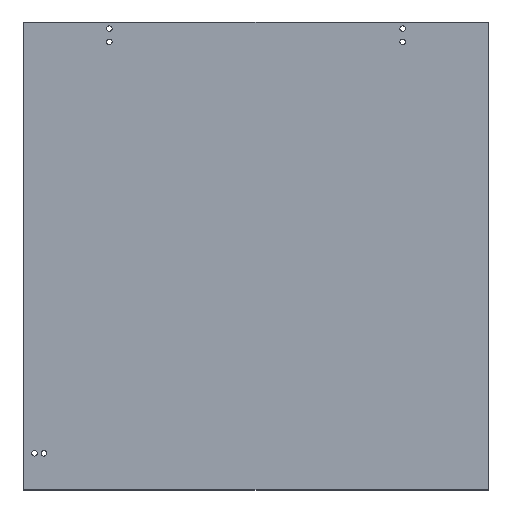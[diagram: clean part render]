
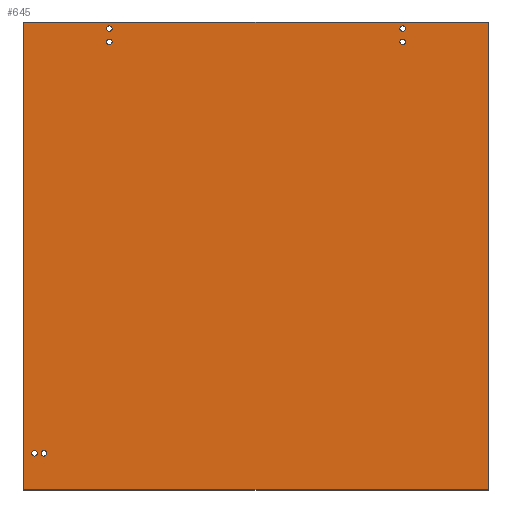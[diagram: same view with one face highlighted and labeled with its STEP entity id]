
A CAD part, top view. The second image highlights one B-rep face of the part: STEP entity #645.
In plain terms, the highlighted planar face has unit normal (0, 0, 1).
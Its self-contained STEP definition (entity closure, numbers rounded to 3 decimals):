
#11 = ORIENTED_EDGE ( 'NONE', *, *, #364, .F. ) ;
#32 = DIRECTION ( 'NONE',  ( 0., 0., 1. ) ) ;
#45 = EDGE_CURVE ( 'NONE', #299, #289, #411, .T. ) ;
#49 = AXIS2_PLACEMENT_3D ( 'NONE', #88, #137, #497 ) ;
#53 = LINE ( 'NONE', #552, #648 ) ;
#55 = DIRECTION ( 'NONE',  ( 0., 0., -1. ) ) ;
#56 = DIRECTION ( 'NONE',  ( 0., 1., 0. ) ) ;
#57 = VERTEX_POINT ( 'NONE', #276 ) ;
#65 = CIRCLE ( 'NONE', #562, 1.75 ) ;
#75 = CARTESIAN_POINT ( 'NONE',  ( 243., 287.25, 2. ) ) ;
#76 = EDGE_LOOP ( 'NONE', ( #559, #591 ) ) ;
#78 = DIRECTION ( 'NONE',  ( 0., 0., 1. ) ) ;
#80 = EDGE_CURVE ( 'NONE', #517, #358, #396, .T. ) ;
#83 = VERTEX_POINT ( 'NONE', #320 ) ;
#84 = LINE ( 'NONE', #221, #629 ) ;
#88 = CARTESIAN_POINT ( 'NONE',  ( 243., 295.75, 2. ) ) ;
#91 = VERTEX_POINT ( 'NONE', #176 ) ;
#95 = DIRECTION ( 'NONE',  ( 0., 0., -1. ) ) ;
#99 = ORIENTED_EDGE ( 'NONE', *, *, #162, .F. ) ;
#101 = ORIENTED_EDGE ( 'NONE', *, *, #45, .F. ) ;
#113 = AXIS2_PLACEMENT_3D ( 'NONE', #159, #55, #524 ) ;
#119 = EDGE_LOOP ( 'NONE', ( #11, #101 ) ) ;
#120 = ORIENTED_EDGE ( 'NONE', *, *, #586, .F. ) ;
#121 = DIRECTION ( 'NONE',  ( 1., 0., 0. ) ) ;
#122 = EDGE_CURVE ( 'NONE', #91, #202, #65, .T. ) ;
#123 = DIRECTION ( 'NONE',  ( 0., 0., 1. ) ) ;
#125 = CARTESIAN_POINT ( 'NONE',  ( 0., 0., 2. ) ) ;
#127 = ORIENTED_EDGE ( 'NONE', *, *, #272, .T. ) ;
#129 = ORIENTED_EDGE ( 'NONE', *, *, #80, .F. ) ;
#137 = DIRECTION ( 'NONE',  ( 0., 0., 1. ) ) ;
#138 = FACE_OUTER_BOUND ( 'NONE', #427, .T. ) ;
#139 = VERTEX_POINT ( 'NONE', #387 ) ;
#146 = CIRCLE ( 'NONE', #152, 1.75 ) ;
#149 = VERTEX_POINT ( 'NONE', #429 ) ;
#152 = AXIS2_PLACEMENT_3D ( 'NONE', #545, #200, #348 ) ;
#154 = FACE_BOUND ( 'NONE', #119, .T. ) ;
#159 = CARTESIAN_POINT ( 'NONE',  ( 0., 0., 2. ) ) ;
#162 = EDGE_CURVE ( 'NONE', #149, #661, #668, .T. ) ;
#169 = AXIS2_PLACEMENT_3D ( 'NONE', #432, #123, #339 ) ;
#176 = CARTESIAN_POINT ( 'NONE',  ( 53.25, 287.25, 2. ) ) ;
#180 = DIRECTION ( 'NONE',  ( 1., 0., 0. ) ) ;
#187 = EDGE_CURVE ( 'NONE', #661, #149, #288, .T. ) ;
#190 = DIRECTION ( 'NONE',  ( -1., 0., 0. ) ) ;
#192 = CARTESIAN_POINT ( 'NONE',  ( 244.75, 295.75, 2. ) ) ;
#194 = ORIENTED_EDGE ( 'NONE', *, *, #470, .T. ) ;
#197 = EDGE_CURVE ( 'NONE', #534, #83, #555, .T. ) ;
#200 = DIRECTION ( 'NONE',  ( 0., 0., -1. ) ) ;
#201 = AXIS2_PLACEMENT_3D ( 'NONE', #585, #522, #271 ) ;
#202 = VERTEX_POINT ( 'NONE', #479 ) ;
#212 = CARTESIAN_POINT ( 'NONE',  ( 0., 300., 2. ) ) ;
#216 = CIRCLE ( 'NONE', #603, 1.75 ) ;
#221 = CARTESIAN_POINT ( 'NONE',  ( 0., 0., 2. ) ) ;
#223 = EDGE_CURVE ( 'NONE', #57, #353, #410, .T. ) ;
#225 = VERTEX_POINT ( 'NONE', #649 ) ;
#228 = ORIENTED_EDGE ( 'NONE', *, *, #122, .T. ) ;
#237 = DIRECTION ( 'NONE',  ( 1., 0., 0. ) ) ;
#246 = EDGE_LOOP ( 'NONE', ( #194, #228 ) ) ;
#250 = CARTESIAN_POINT ( 'NONE',  ( 5.25, 23.5, 2. ) ) ;
#254 = EDGE_CURVE ( 'NONE', #353, #57, #527, .T. ) ;
#261 = CARTESIAN_POINT ( 'NONE',  ( 7., 23.5, 2. ) ) ;
#264 = DIRECTION ( 'NONE',  ( -1., 0., 0. ) ) ;
#270 = DIRECTION ( 'NONE',  ( 0., -1., 0. ) ) ;
#271 = DIRECTION ( 'NONE',  ( 1., 0., 0. ) ) ;
#272 = EDGE_CURVE ( 'NONE', #139, #383, #53, .T. ) ;
#274 = FACE_BOUND ( 'NONE', #467, .T. ) ;
#275 = AXIS2_PLACEMENT_3D ( 'NONE', #360, #95, #264 ) ;
#276 = CARTESIAN_POINT ( 'NONE',  ( 11.25, 23.5, 2. ) ) ;
#279 = DIRECTION ( 'NONE',  ( 1., 0., 0. ) ) ;
#280 = FACE_BOUND ( 'NONE', #246, .T. ) ;
#285 = AXIS2_PLACEMENT_3D ( 'NONE', #75, #544, #279 ) ;
#288 = CIRCLE ( 'NONE', #285, 1.75 ) ;
#289 = VERTEX_POINT ( 'NONE', #447 ) ;
#299 = VERTEX_POINT ( 'NONE', #250 ) ;
#307 = CARTESIAN_POINT ( 'NONE',  ( 14.75, 23.5, 2. ) ) ;
#310 = AXIS2_PLACEMENT_3D ( 'NONE', #538, #78, #121 ) ;
#318 = CARTESIAN_POINT ( 'NONE',  ( 244.75, 287.25, 2. ) ) ;
#320 = CARTESIAN_POINT ( 'NONE',  ( 298., 0., 2. ) ) ;
#326 = ORIENTED_EDGE ( 'NONE', *, *, #254, .F. ) ;
#334 = DIRECTION ( 'NONE',  ( 0., 0., -1. ) ) ;
#335 = DIRECTION ( 'NONE',  ( 0., 0., 1. ) ) ;
#336 = EDGE_LOOP ( 'NONE', ( #461, #99 ) ) ;
#339 = DIRECTION ( 'NONE',  ( 1., 0., 0. ) ) ;
#348 = DIRECTION ( 'NONE',  ( -1., 0., 0. ) ) ;
#353 = VERTEX_POINT ( 'NONE', #307 ) ;
#358 = VERTEX_POINT ( 'NONE', #486 ) ;
#360 = CARTESIAN_POINT ( 'NONE',  ( 55., 295.75, 2. ) ) ;
#364 = EDGE_CURVE ( 'NONE', #289, #299, #437, .T. ) ;
#370 = PLANE ( 'NONE',  #113 ) ;
#373 = AXIS2_PLACEMENT_3D ( 'NONE', #640, #335, #237 ) ;
#376 = CIRCLE ( 'NONE', #49, 1.75 ) ;
#383 = VERTEX_POINT ( 'NONE', #212 ) ;
#384 = CARTESIAN_POINT ( 'NONE',  ( 55., 287.25, 2. ) ) ;
#387 = CARTESIAN_POINT ( 'NONE',  ( 298., 300., 2. ) ) ;
#394 = AXIS2_PLACEMENT_3D ( 'NONE', #261, #402, #408 ) ;
#396 = CIRCLE ( 'NONE', #373, 1.75 ) ;
#400 = EDGE_LOOP ( 'NONE', ( #326, #459 ) ) ;
#402 = DIRECTION ( 'NONE',  ( 0., 0., 1. ) ) ;
#406 = CARTESIAN_POINT ( 'NONE',  ( 55., 287.25, 2. ) ) ;
#408 = DIRECTION ( 'NONE',  ( 1., 0., 0. ) ) ;
#410 = CIRCLE ( 'NONE', #310, 1.75 ) ;
#411 = CIRCLE ( 'NONE', #201, 1.75 ) ;
#416 = CARTESIAN_POINT ( 'NONE',  ( 56.75, 295.75, 2. ) ) ;
#418 = EDGE_CURVE ( 'NONE', #225, #669, #501, .T. ) ;
#427 = EDGE_LOOP ( 'NONE', ( #662, #608, #451, #127 ) ) ;
#429 = CARTESIAN_POINT ( 'NONE',  ( 241.25, 287.25, 2. ) ) ;
#432 = CARTESIAN_POINT ( 'NONE',  ( 243., 287.25, 2. ) ) ;
#437 = CIRCLE ( 'NONE', #394, 1.75 ) ;
#440 = DIRECTION ( 'NONE',  ( 1., 0., 0. ) ) ;
#447 = CARTESIAN_POINT ( 'NONE',  ( 8.75, 23.5, 2. ) ) ;
#451 = ORIENTED_EDGE ( 'NONE', *, *, #614, .T. ) ;
#456 = DIRECTION ( 'NONE',  ( 0., 0., -1. ) ) ;
#459 = ORIENTED_EDGE ( 'NONE', *, *, #223, .F. ) ;
#461 = ORIENTED_EDGE ( 'NONE', *, *, #187, .F. ) ;
#467 = EDGE_LOOP ( 'NONE', ( #129, #120 ) ) ;
#470 = EDGE_CURVE ( 'NONE', #202, #91, #216, .T. ) ;
#471 = AXIS2_PLACEMENT_3D ( 'NONE', #612, #32, #440 ) ;
#473 = LINE ( 'NONE', #542, #511 ) ;
#479 = CARTESIAN_POINT ( 'NONE',  ( 56.75, 287.25, 2. ) ) ;
#486 = CARTESIAN_POINT ( 'NONE',  ( 241.25, 295.75, 2. ) ) ;
#497 = DIRECTION ( 'NONE',  ( 1., 0., 0. ) ) ;
#501 = CIRCLE ( 'NONE', #275, 1.75 ) ;
#508 = DIRECTION ( 'NONE',  ( -1., 0., 0. ) ) ;
#511 = VECTOR ( 'NONE', #56, 1000. ) ;
#517 = VERTEX_POINT ( 'NONE', #192 ) ;
#522 = DIRECTION ( 'NONE',  ( 0., 0., 1. ) ) ;
#524 = DIRECTION ( 'NONE',  ( -1., 0., 0. ) ) ;
#527 = CIRCLE ( 'NONE', #471, 1.75 ) ;
#534 = VERTEX_POINT ( 'NONE', #125 ) ;
#535 = FACE_BOUND ( 'NONE', #400, .T. ) ;
#538 = CARTESIAN_POINT ( 'NONE',  ( 13., 23.5, 2. ) ) ;
#542 = CARTESIAN_POINT ( 'NONE',  ( 298., 0., 2. ) ) ;
#544 = DIRECTION ( 'NONE',  ( 0., 0., 1. ) ) ;
#545 = CARTESIAN_POINT ( 'NONE',  ( 55., 295.75, 2. ) ) ;
#552 = CARTESIAN_POINT ( 'NONE',  ( 0., 300., 2. ) ) ;
#555 = LINE ( 'NONE', #646, #676 ) ;
#559 = ORIENTED_EDGE ( 'NONE', *, *, #563, .T. ) ;
#562 = AXIS2_PLACEMENT_3D ( 'NONE', #384, #334, #190 ) ;
#563 = EDGE_CURVE ( 'NONE', #669, #225, #146, .T. ) ;
#584 = FACE_BOUND ( 'NONE', #336, .T. ) ;
#585 = CARTESIAN_POINT ( 'NONE',  ( 7., 23.5, 2. ) ) ;
#586 = EDGE_CURVE ( 'NONE', #358, #517, #376, .T. ) ;
#591 = ORIENTED_EDGE ( 'NONE', *, *, #418, .T. ) ;
#603 = AXIS2_PLACEMENT_3D ( 'NONE', #406, #456, #508 ) ;
#607 = DIRECTION ( 'NONE',  ( -1., 0., 0. ) ) ;
#608 = ORIENTED_EDGE ( 'NONE', *, *, #197, .T. ) ;
#612 = CARTESIAN_POINT ( 'NONE',  ( 13., 23.5, 2. ) ) ;
#614 = EDGE_CURVE ( 'NONE', #83, #139, #473, .T. ) ;
#629 = VECTOR ( 'NONE', #270, 1000. ) ;
#638 = FACE_BOUND ( 'NONE', #76, .T. ) ;
#640 = CARTESIAN_POINT ( 'NONE',  ( 243., 295.75, 2. ) ) ;
#643 = EDGE_CURVE ( 'NONE', #383, #534, #84, .T. ) ;
#645 = ADVANCED_FACE ( 'NONE', ( #535, #154, #638, #280, #584, #274, #138 ), #370, .F. ) ;
#646 = CARTESIAN_POINT ( 'NONE',  ( 0., 0., 2. ) ) ;
#648 = VECTOR ( 'NONE', #607, 1000. ) ;
#649 = CARTESIAN_POINT ( 'NONE',  ( 53.25, 295.75, 2. ) ) ;
#661 = VERTEX_POINT ( 'NONE', #318 ) ;
#662 = ORIENTED_EDGE ( 'NONE', *, *, #643, .T. ) ;
#668 = CIRCLE ( 'NONE', #169, 1.75 ) ;
#669 = VERTEX_POINT ( 'NONE', #416 ) ;
#676 = VECTOR ( 'NONE', #180, 1000. ) ;
